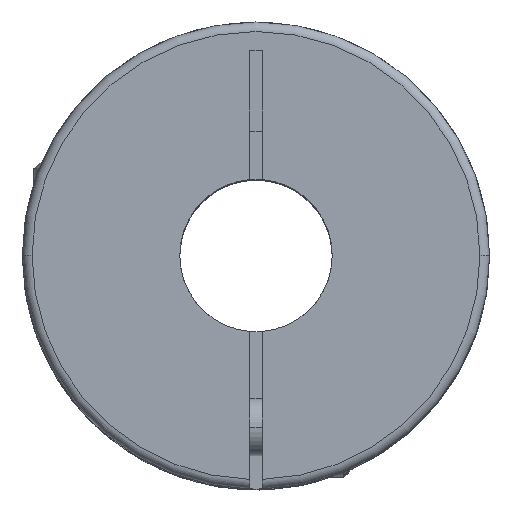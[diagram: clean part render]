
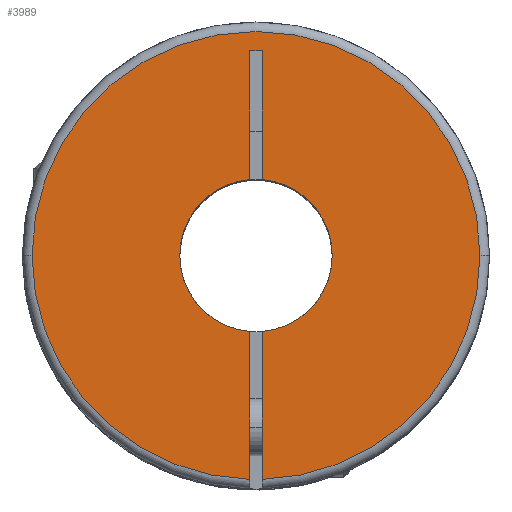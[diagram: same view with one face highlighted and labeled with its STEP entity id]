
A CAD part, top view. The second image highlights one B-rep face of the part: STEP entity #3989.
In plain terms, the highlighted planar face has unit normal (0, 0, 1).
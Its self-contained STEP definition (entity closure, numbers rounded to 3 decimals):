
#4 = AXIS2_PLACEMENT_3D ( 'NONE', #4418, #1618, #201 ) ;
#62 = LINE ( 'NONE', #1478, #1094 ) ;
#66 = CIRCLE ( 'NONE', #2670, 23.5 ) ;
#82 = DIRECTION ( 'NONE',  ( 0., 0., -1. ) ) ;
#115 = DIRECTION ( 'NONE',  ( 0., 0., -1. ) ) ;
#123 = CARTESIAN_POINT ( 'NONE',  ( -0.65, 21.5, 0. ) ) ;
#127 = ORIENTED_EDGE ( 'NONE', *, *, #3834, .F. ) ;
#199 = CARTESIAN_POINT ( 'NONE',  ( 0.65, -24.5, 0. ) ) ;
#201 = DIRECTION ( 'NONE',  ( -1., 0., 0. ) ) ;
#540 = EDGE_CURVE ( 'NONE', #1588, #1958, #1777, .T. ) ;
#572 = CARTESIAN_POINT ( 'NONE',  ( -0.65, 21.5, 0. ) ) ;
#584 = VERTEX_POINT ( 'NONE', #1093 ) ;
#613 = ORIENTED_EDGE ( 'NONE', *, *, #704, .F. ) ;
#704 = EDGE_CURVE ( 'NONE', #2654, #3429, #62, .T. ) ;
#723 = DIRECTION ( 'NONE',  ( 0., 0., -1. ) ) ;
#747 = ORIENTED_EDGE ( 'NONE', *, *, #1126, .F. ) ;
#748 = CIRCLE ( 'NONE', #4, 8. ) ;
#925 = VERTEX_POINT ( 'NONE', #4562 ) ;
#1003 = PLANE ( 'NONE',  #1287 ) ;
#1017 = EDGE_CURVE ( 'NONE', #925, #4212, #3982, .T. ) ;
#1093 = CARTESIAN_POINT ( 'NONE',  ( -0.65, -23.491, 0. ) ) ;
#1094 = VECTOR ( 'NONE', #2903, 1000. ) ;
#1096 = EDGE_LOOP ( 'NONE', ( #2272, #1727, #2990, #1398, #2643, #747, #613, #2211, #4394, #127, #4456 ) ) ;
#1126 = EDGE_CURVE ( 'NONE', #3429, #1972, #3675, .T. ) ;
#1215 = VECTOR ( 'NONE', #1310, 1000. ) ;
#1287 = AXIS2_PLACEMENT_3D ( 'NONE', #4568, #82, #4333 ) ;
#1310 = DIRECTION ( 'NONE',  ( 0., -1., 0. ) ) ;
#1325 = LINE ( 'NONE', #123, #1568 ) ;
#1326 = EDGE_CURVE ( 'NONE', #584, #925, #66, .T. ) ;
#1333 = DIRECTION ( 'NONE',  ( 0., 0., -1. ) ) ;
#1358 = LINE ( 'NONE', #199, #2467 ) ;
#1372 = CIRCLE ( 'NONE', #3980, 8. ) ;
#1398 = ORIENTED_EDGE ( 'NONE', *, *, #540, .T. ) ;
#1406 = DIRECTION ( 'NONE',  ( 0., 0., -1. ) ) ;
#1454 = AXIS2_PLACEMENT_3D ( 'NONE', #2817, #723, #2479 ) ;
#1478 = CARTESIAN_POINT ( 'NONE',  ( 0.65, -24.5, 0. ) ) ;
#1543 = DIRECTION ( 'NONE',  ( 0., -1., 0. ) ) ;
#1558 = VERTEX_POINT ( 'NONE', #2899 ) ;
#1568 = VECTOR ( 'NONE', #1543, 1000. ) ;
#1588 = VERTEX_POINT ( 'NONE', #2950 ) ;
#1618 = DIRECTION ( 'NONE',  ( 0., 0., -1. ) ) ;
#1727 = ORIENTED_EDGE ( 'NONE', *, *, #3741, .F. ) ;
#1777 = CIRCLE ( 'NONE', #1454, 8. ) ;
#1958 = VERTEX_POINT ( 'NONE', #2125 ) ;
#1972 = VERTEX_POINT ( 'NONE', #2765 ) ;
#1994 = CARTESIAN_POINT ( 'NONE',  ( 23.5, 0., 0. ) ) ;
#2121 = EDGE_CURVE ( 'NONE', #2579, #1588, #1372, .T. ) ;
#2125 = CARTESIAN_POINT ( 'NONE',  ( -0.65, 7.974, 0. ) ) ;
#2170 = AXIS2_PLACEMENT_3D ( 'NONE', #3098, #1333, #2753 ) ;
#2176 = CARTESIAN_POINT ( 'NONE',  ( 0.65, 7.974, 0. ) ) ;
#2211 = ORIENTED_EDGE ( 'NONE', *, *, #4478, .T. ) ;
#2272 = ORIENTED_EDGE ( 'NONE', *, *, #1326, .F. ) ;
#2273 = VECTOR ( 'NONE', #2595, 1000. ) ;
#2342 = EDGE_CURVE ( 'NONE', #1972, #1958, #1325, .T. ) ;
#2425 = CARTESIAN_POINT ( 'NONE',  ( 0., 0., 0. ) ) ;
#2451 = DIRECTION ( 'NONE',  ( 0., 0., -1. ) ) ;
#2467 = VECTOR ( 'NONE', #2778, 1000. ) ;
#2479 = DIRECTION ( 'NONE',  ( -1., 0., 0. ) ) ;
#2579 = VERTEX_POINT ( 'NONE', #2816 ) ;
#2595 = DIRECTION ( 'NONE',  ( -1., 0., 0. ) ) ;
#2643 = ORIENTED_EDGE ( 'NONE', *, *, #2342, .F. ) ;
#2654 = VERTEX_POINT ( 'NONE', #2176 ) ;
#2670 = AXIS2_PLACEMENT_3D ( 'NONE', #4308, #115, #4340 ) ;
#2753 = DIRECTION ( 'NONE',  ( -1., 0., 0. ) ) ;
#2765 = CARTESIAN_POINT ( 'NONE',  ( -0.65, 21.5, 0. ) ) ;
#2778 = DIRECTION ( 'NONE',  ( 0., 1., 0. ) ) ;
#2816 = CARTESIAN_POINT ( 'NONE',  ( -0.65, -7.974, 0. ) ) ;
#2817 = CARTESIAN_POINT ( 'NONE',  ( 0., 0., 0. ) ) ;
#2830 = DIRECTION ( 'NONE',  ( -1., 0., 0. ) ) ;
#2899 = CARTESIAN_POINT ( 'NONE',  ( 0.65, -23.491, 0. ) ) ;
#2903 = DIRECTION ( 'NONE',  ( 0., 1., 0. ) ) ;
#2950 = CARTESIAN_POINT ( 'NONE',  ( -8., 0., 0. ) ) ;
#2990 = ORIENTED_EDGE ( 'NONE', *, *, #2121, .T. ) ;
#3098 = CARTESIAN_POINT ( 'NONE',  ( 0., 0., 0. ) ) ;
#3225 = CARTESIAN_POINT ( 'NONE',  ( 0.65, 21.5, 0. ) ) ;
#3245 = VERTEX_POINT ( 'NONE', #3368 ) ;
#3368 = CARTESIAN_POINT ( 'NONE',  ( 0.65, -7.974, 0. ) ) ;
#3428 = LINE ( 'NONE', #572, #1215 ) ;
#3429 = VERTEX_POINT ( 'NONE', #3550 ) ;
#3550 = CARTESIAN_POINT ( 'NONE',  ( 0.65, 21.5, 0. ) ) ;
#3675 = LINE ( 'NONE', #3225, #2273 ) ;
#3741 = EDGE_CURVE ( 'NONE', #2579, #584, #3428, .T. ) ;
#3824 = DIRECTION ( 'NONE',  ( -1., 0., 0. ) ) ;
#3834 = EDGE_CURVE ( 'NONE', #4212, #1558, #4202, .T. ) ;
#3846 = CARTESIAN_POINT ( 'NONE',  ( 0., 0., 0. ) ) ;
#3852 = EDGE_CURVE ( 'NONE', #1558, #3245, #1358, .T. ) ;
#3980 = AXIS2_PLACEMENT_3D ( 'NONE', #2425, #1406, #2830 ) ;
#3982 = CIRCLE ( 'NONE', #4573, 23.5 ) ;
#3989 = ADVANCED_FACE ( 'NONE', ( #4225 ), #1003, .F. ) ;
#4202 = CIRCLE ( 'NONE', #2170, 23.5 ) ;
#4212 = VERTEX_POINT ( 'NONE', #1994 ) ;
#4225 = FACE_OUTER_BOUND ( 'NONE', #1096, .T. ) ;
#4308 = CARTESIAN_POINT ( 'NONE',  ( 0., 0., 0. ) ) ;
#4333 = DIRECTION ( 'NONE',  ( 0., -1., 0. ) ) ;
#4340 = DIRECTION ( 'NONE',  ( -1., 0., 0. ) ) ;
#4394 = ORIENTED_EDGE ( 'NONE', *, *, #3852, .F. ) ;
#4418 = CARTESIAN_POINT ( 'NONE',  ( 0., 0., 0. ) ) ;
#4456 = ORIENTED_EDGE ( 'NONE', *, *, #1017, .F. ) ;
#4478 = EDGE_CURVE ( 'NONE', #2654, #3245, #748, .T. ) ;
#4562 = CARTESIAN_POINT ( 'NONE',  ( -23.5, 0., 0. ) ) ;
#4568 = CARTESIAN_POINT ( 'NONE',  ( 0., 0., 0. ) ) ;
#4573 = AXIS2_PLACEMENT_3D ( 'NONE', #3846, #2451, #3824 ) ;
